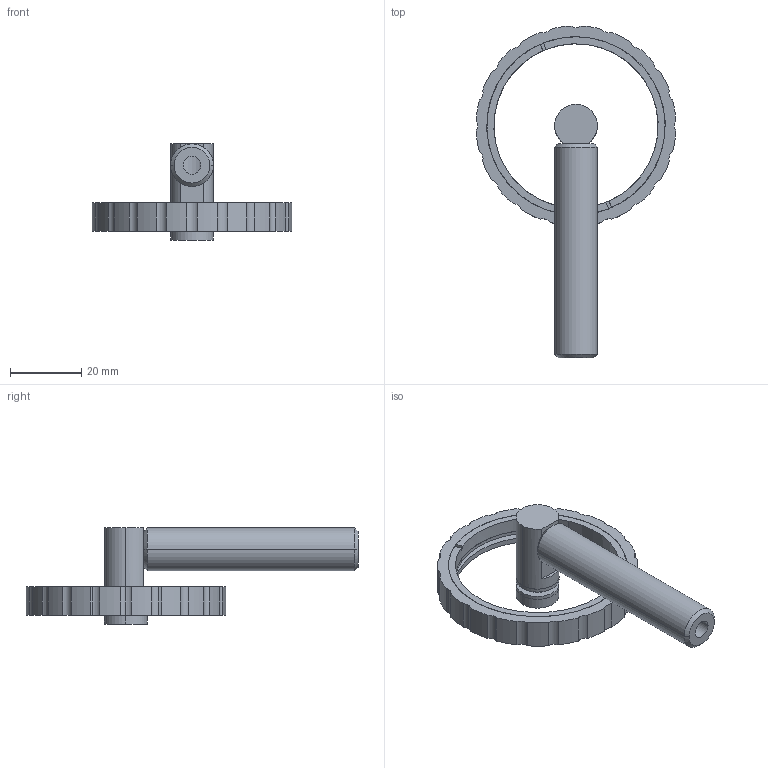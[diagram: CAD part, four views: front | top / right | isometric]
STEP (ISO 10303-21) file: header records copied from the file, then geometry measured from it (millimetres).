
FILE_DESCRIPTION (( 'STEP AP203' ), '1' );
FILE_NAME ('OMMB-NDFC50.step', '2019-05-09T09:04:21', ( '' ), ( '' ), 'SwSTEP 2.0', 'SolidWorks 2016', '' );
FILE_SCHEMA (( 'CONFIG_CONTROL_DESIGN' ));
Length unit declared in the file: millimetre
Products named in the file (1): OMMB-NDFC50
Bounding box: 55.92 x 92.96 x 27 mm (x, y, z)
Surface area: 10460.6 mm2 (no closed solid volume)
Topology: 0 solids, 13 shells, 120 faces, 575 edges, 474 vertices
Faces by surface type: cylinder 71, plane 43, cone 6
Entity records: 5946 total; most frequent: CARTESIAN_POINT 1182, DIRECTION 994, ORIENTED_EDGE 825, EDGE_CURVE 575, VERTEX_POINT 474, VECTOR 390, LINE 390, AXIS2_PLACEMENT_3D 302
